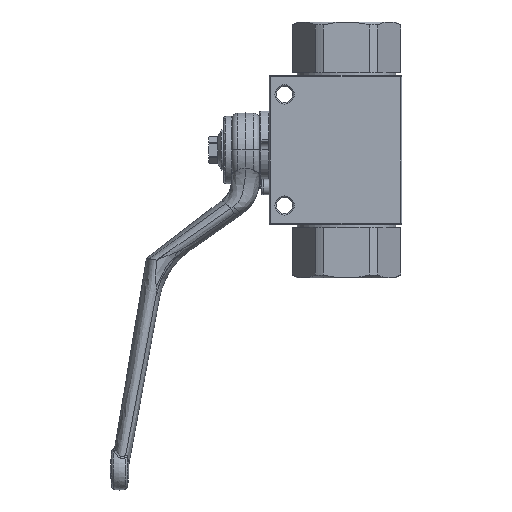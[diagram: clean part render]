
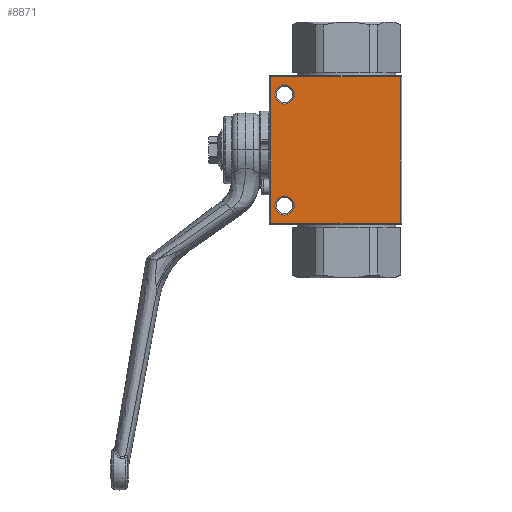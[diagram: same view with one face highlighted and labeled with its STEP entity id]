
A CAD part, front view. The second image highlights one B-rep face of the part: STEP entity #8871.
In plain terms, the highlighted planar face has unit normal (0, -1, 0).
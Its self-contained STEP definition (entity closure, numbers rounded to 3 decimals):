
#636=LINE('',#26292,#942);
#638=LINE('',#26316,#944);
#657=LINE('',#26386,#963);
#661=LINE('',#26392,#967);
#942=VECTOR('',#10752,1000.);
#944=VECTOR('',#10780,1000.);
#963=VECTOR('',#10843,1000.);
#967=VECTOR('',#10851,1000.);
#2497=ORIENTED_EDGE('',*,*,#3792,.F.);
#2498=ORIENTED_EDGE('',*,*,#3793,.F.);
#2499=ORIENTED_EDGE('',*,*,#3748,.F.);
#2500=ORIENTED_EDGE('',*,*,#3780,.F.);
#2501=ORIENTED_EDGE('',*,*,#3737,.F.);
#2502=ORIENTED_EDGE('',*,*,#3784,.F.);
#3737=EDGE_CURVE('',#4472,#4476,#636,.T.);
#3748=EDGE_CURVE('',#4484,#4479,#638,.T.);
#3780=EDGE_CURVE('',#4476,#4484,#657,.T.);
#3784=EDGE_CURVE('',#4479,#4472,#661,.T.);
#3792=EDGE_CURVE('',#4504,#4504,#4924,.T.);
#3793=EDGE_CURVE('',#4505,#4505,#4925,.T.);
#4472=VERTEX_POINT('',#26280);
#4476=VERTEX_POINT('',#26289);
#4479=VERTEX_POINT('',#26299);
#4484=VERTEX_POINT('',#26311);
#4504=VERTEX_POINT('',#26409);
#4505=VERTEX_POINT('',#26411);
#4924=CIRCLE('',#9460,3.125);
#4925=CIRCLE('',#9461,3.125);
#5354=EDGE_LOOP('',(#2497));
#5355=EDGE_LOOP('',(#2498));
#5356=EDGE_LOOP('',(#2499,#2500,#2501,#2502));
#5754=FACE_BOUND('',#5354,.T.);
#5755=FACE_BOUND('',#5355,.T.);
#5756=FACE_BOUND('',#5356,.T.);
#5954=PLANE('',#9459);
#8871=ADVANCED_FACE('',(#5754,#5755,#5756),#5954,.T.);
#9459=AXIS2_PLACEMENT_3D('',#26407,#10870,#10871);
#9460=AXIS2_PLACEMENT_3D('',#26408,#10872,#10873);
#9461=AXIS2_PLACEMENT_3D('',#26410,#10874,#10875);
#10752=DIRECTION('',(0.,0.,1.));
#10780=DIRECTION('',(0.,0.,-1.));
#10843=DIRECTION('',(1.,0.,0.));
#10851=DIRECTION('',(-1.,0.,0.));
#10870=DIRECTION('',(0.,-1.,0.));
#10871=DIRECTION('',(1.,0.,0.));
#10872=DIRECTION('',(0.,-1.,0.));
#10873=DIRECTION('',(-1.,0.,0.));
#10874=DIRECTION('',(0.,-1.,0.));
#10875=DIRECTION('',(-1.,0.,0.));
#26280=CARTESIAN_POINT('',(-24.55,-2981.277,-23.7));
#26289=CARTESIAN_POINT('',(-24.55,-2981.277,23.7));
#26292=CARTESIAN_POINT('',(-24.55,-2981.277,0.));
#26299=CARTESIAN_POINT('',(17.45,-2981.277,-23.7));
#26311=CARTESIAN_POINT('',(17.45,-2981.277,23.7));
#26316=CARTESIAN_POINT('',(17.45,-2981.277,0.));
#26386=CARTESIAN_POINT('',(-14.3,-2981.277,23.7));
#26392=CARTESIAN_POINT('',(-14.3,-2981.277,-23.7));
#26407=CARTESIAN_POINT('',(-25.05,-2981.277,0.));
#26408=CARTESIAN_POINT('',(-20.05,-2981.277,-18.));
#26409=CARTESIAN_POINT('',(-16.925,-2981.277,-18.));
#26410=CARTESIAN_POINT('',(-20.05,-2981.277,18.));
#26411=CARTESIAN_POINT('',(-16.925,-2981.277,18.));
